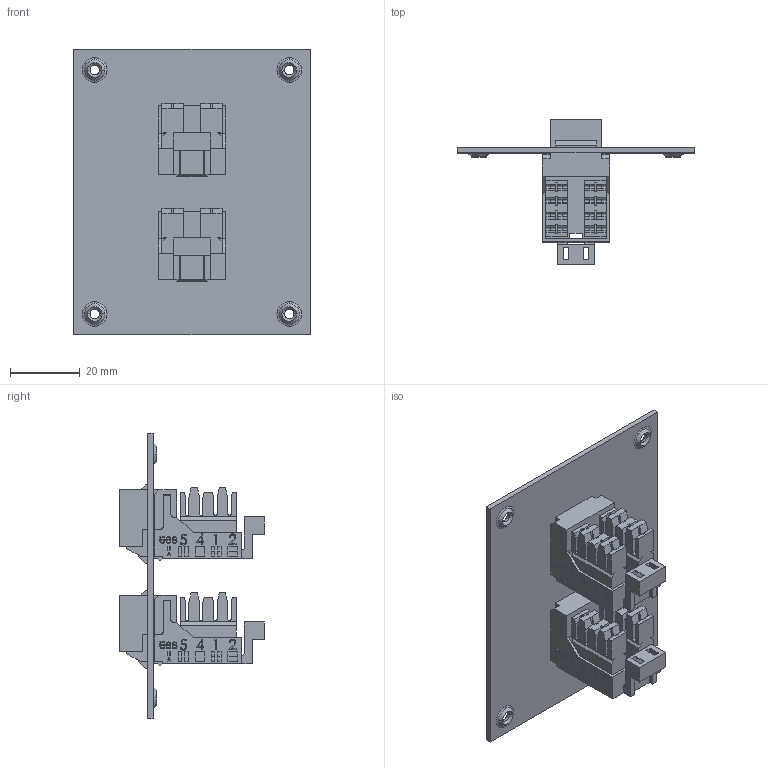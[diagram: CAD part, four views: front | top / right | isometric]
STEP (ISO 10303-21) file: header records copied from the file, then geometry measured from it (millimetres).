
FILE_DESCRIPTION (( 'STEP AP203' ), '1' );
FILE_NAME ('USP2MK-C6B.STEP', '2014-11-13T13:36:23', ( 'x' ), ( '' ), 'SwSTEP 2.0', 'SolidWorks 2014', '' );
FILE_SCHEMA (( 'CONFIG_CONTROL_DESIGN' ));
Length unit declared in the file: inch
Products named in the file (3): 1AR03-003; UJ110C6-BLK; USP2MK-C6B
Assembly tree (3 placements, depth 2):
  USP2MK-C6B
    1AR03-003
    UJ110C6-BLK  x2
Bounding box: 68.07 x 41.66 x 82.04 mm (x, y, z)
Volume: 23281.2 mm3; surface area: 26584.9 mm2
Topology: 3 solids, 3 shells, 2126 faces, 5988 edges, 3988 vertices
Faces by surface type: plane 1864, bspline 144, cylinder 78, cone 24, torus 16
Entity records: 39101 total; most frequent: CARTESIAN_POINT 10702, ORIENTED_EDGE 6160, DIRECTION 5166, EDGE_CURVE 3080, LINE 2762, VECTOR 2762, VERTEX_POINT 2050, AXIS2_PLACEMENT_3D 1202
